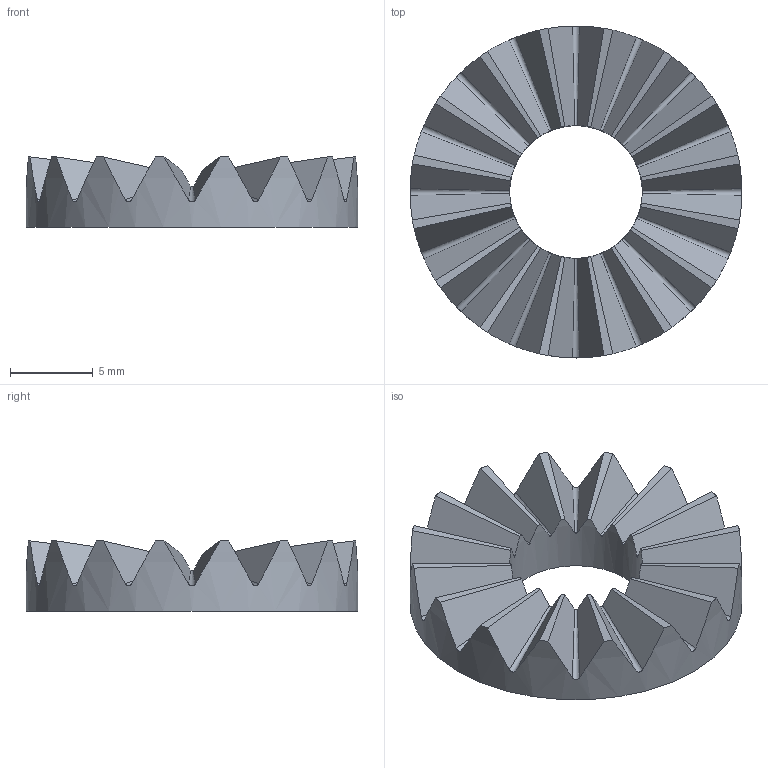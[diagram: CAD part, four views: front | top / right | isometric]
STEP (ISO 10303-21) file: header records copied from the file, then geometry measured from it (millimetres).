
FILE_DESCRIPTION(('FreeCAD Model'),'2;1');
FILE_NAME('Open CASCADE Shape Model','2021-05-01T13:28:37',(''),(''), 'Open CASCADE STEP processor 7.5','FreeCAD','Unknown');
FILE_SCHEMA(('AUTOMOTIVE_DESIGN { 1 0 10303 214 1 1 1 1 }'));
Length unit declared in the file: millimetre
Products named in the file (1): HirthJoint
Bounding box: 20 x 20 x 4.23 mm (x, y, z)
Volume: 784.3 mm3; surface area: 996 mm2
Topology: 1 solids, 1 shells, 67 faces, 229 edges, 163 vertices
Faces by surface type: plane 49, bspline 16, cylinder 2
Full cylindrical faces by diameter (mm): 8 x1, 20 x1
Entity records: 7121 total; most frequent: CARTESIAN_POINT 3273, DIRECTION 518, ORIENTED_EDGE 458, PCURVE 458, DEFINITIONAL_REPRESENTATION 458, B_SPLINE_CURVE_WITH_KNOTS 387, EDGE_CURVE 229, SURFACE_CURVE 227
